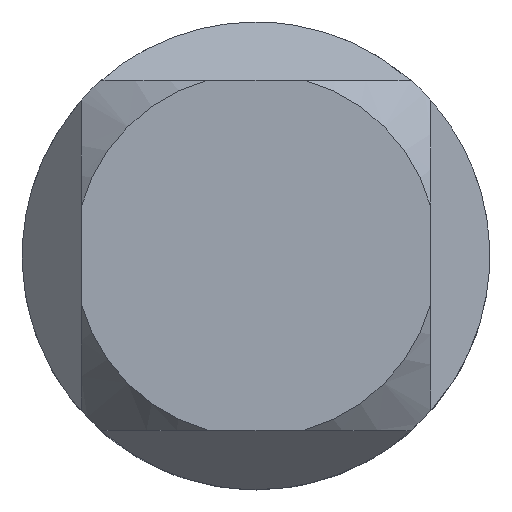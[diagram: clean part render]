
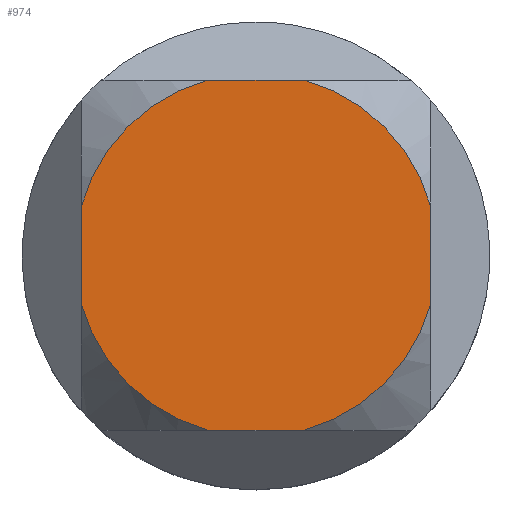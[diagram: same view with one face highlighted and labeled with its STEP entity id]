
A CAD part, top view. The second image highlights one B-rep face of the part: STEP entity #974.
In plain terms, the highlighted planar face has unit normal (0, 0, 1).
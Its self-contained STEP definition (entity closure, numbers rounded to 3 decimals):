
#3 = VERTEX_POINT ( 'NONE', #333 ) ;
#5 = CIRCLE ( 'NONE', #1346, 5.543 ) ;
#18 = FACE_OUTER_BOUND ( 'NONE', #74, .T. ) ;
#23 = DIRECTION ( 'NONE',  ( 0., 0., 1. ) ) ;
#35 = VERTEX_POINT ( 'NONE', #59 ) ;
#59 = CARTESIAN_POINT ( 'NONE',  ( -5.345, 1.466, 19. ) ) ;
#74 = EDGE_LOOP ( 'NONE', ( #247, #726, #1166, #843, #1140, #1232, #918, #279 ) ) ;
#77 = DIRECTION ( 'NONE',  ( 0., 0., 1. ) ) ;
#78 = VECTOR ( 'NONE', #712, 1000. ) ;
#81 = CARTESIAN_POINT ( 'NONE',  ( 0., 0., 19. ) ) ;
#119 = CARTESIAN_POINT ( 'NONE',  ( -1.466, 5.345, 19. ) ) ;
#155 = DIRECTION ( 'NONE',  ( 1., 0., 0. ) ) ;
#175 = VERTEX_POINT ( 'NONE', #1011 ) ;
#194 = DIRECTION ( 'NONE',  ( 0., -1., 0. ) ) ;
#201 = EDGE_CURVE ( 'NONE', #343, #3, #925, .T. ) ;
#205 = LINE ( 'NONE', #1316, #1275 ) ;
#212 = AXIS2_PLACEMENT_3D ( 'NONE', #299, #1028, #416 ) ;
#221 = EDGE_CURVE ( 'NONE', #35, #343, #1223, .T. ) ;
#233 = CARTESIAN_POINT ( 'NONE',  ( 5.345, 0., 19. ) ) ;
#247 = ORIENTED_EDGE ( 'NONE', *, *, #1073, .T. ) ;
#249 = CARTESIAN_POINT ( 'NONE',  ( -5.345, 0., 19. ) ) ;
#272 = EDGE_CURVE ( 'NONE', #1205, #175, #939, .T. ) ;
#279 = ORIENTED_EDGE ( 'NONE', *, *, #511, .T. ) ;
#288 = AXIS2_PLACEMENT_3D ( 'NONE', #81, #829, #194 ) ;
#295 = CIRCLE ( 'NONE', #212, 5.543 ) ;
#298 = AXIS2_PLACEMENT_3D ( 'NONE', #342, #23, #349 ) ;
#299 = CARTESIAN_POINT ( 'NONE',  ( 0., 0., 19. ) ) ;
#333 = CARTESIAN_POINT ( 'NONE',  ( -1.466, -5.345, 19. ) ) ;
#342 = CARTESIAN_POINT ( 'NONE',  ( 0., 0., 19. ) ) ;
#343 = VERTEX_POINT ( 'NONE', #556 ) ;
#346 = VECTOR ( 'NONE', #914, 1000. ) ;
#349 = DIRECTION ( 'NONE',  ( 0., -1., 0. ) ) ;
#403 = CARTESIAN_POINT ( 'NONE',  ( 0., 0., 19. ) ) ;
#416 = DIRECTION ( 'NONE',  ( 0., -1., 0. ) ) ;
#469 = VERTEX_POINT ( 'NONE', #1007 ) ;
#502 = DIRECTION ( 'NONE',  ( 0., -1., 0. ) ) ;
#511 = EDGE_CURVE ( 'NONE', #469, #547, #1134, .T. ) ;
#547 = VERTEX_POINT ( 'NONE', #119 ) ;
#556 = CARTESIAN_POINT ( 'NONE',  ( -5.345, -1.466, 19. ) ) ;
#570 = EDGE_CURVE ( 'NONE', #3, #822, #205, .T. ) ;
#606 = PLANE ( 'NONE',  #608 ) ;
#608 = AXIS2_PLACEMENT_3D ( 'NONE', #403, #1115, #502 ) ;
#673 = VECTOR ( 'NONE', #977, 1000. ) ;
#712 = DIRECTION ( 'NONE',  ( 0., -1., 0. ) ) ;
#726 = ORIENTED_EDGE ( 'NONE', *, *, #221, .T. ) ;
#733 = CARTESIAN_POINT ( 'NONE',  ( 0., 0., 19. ) ) ;
#822 = VERTEX_POINT ( 'NONE', #883 ) ;
#824 = DIRECTION ( 'NONE',  ( 0., -1., 0. ) ) ;
#829 = DIRECTION ( 'NONE',  ( 0., 0., 1. ) ) ;
#843 = ORIENTED_EDGE ( 'NONE', *, *, #570, .T. ) ;
#883 = CARTESIAN_POINT ( 'NONE',  ( 1.466, -5.345, 19. ) ) ;
#914 = DIRECTION ( 'NONE',  ( -1., 0., 0. ) ) ;
#918 = ORIENTED_EDGE ( 'NONE', *, *, #1008, .T. ) ;
#925 = CIRCLE ( 'NONE', #298, 5.543 ) ;
#939 = LINE ( 'NONE', #233, #673 ) ;
#974 = ADVANCED_FACE ( 'NONE', ( #18 ), #606, .T. ) ;
#977 = DIRECTION ( 'NONE',  ( 0., 1., 0. ) ) ;
#1007 = CARTESIAN_POINT ( 'NONE',  ( 1.466, 5.345, 19. ) ) ;
#1008 = EDGE_CURVE ( 'NONE', #175, #469, #5, .T. ) ;
#1011 = CARTESIAN_POINT ( 'NONE',  ( 5.345, 1.466, 19. ) ) ;
#1017 = CARTESIAN_POINT ( 'NONE',  ( 0., 5.345, 19. ) ) ;
#1028 = DIRECTION ( 'NONE',  ( 0., 0., 1. ) ) ;
#1035 = EDGE_CURVE ( 'NONE', #822, #1205, #295, .T. ) ;
#1073 = EDGE_CURVE ( 'NONE', #547, #35, #1327, .T. ) ;
#1115 = DIRECTION ( 'NONE',  ( 0., 0., 1. ) ) ;
#1134 = LINE ( 'NONE', #1017, #346 ) ;
#1140 = ORIENTED_EDGE ( 'NONE', *, *, #1035, .T. ) ;
#1166 = ORIENTED_EDGE ( 'NONE', *, *, #201, .T. ) ;
#1205 = VERTEX_POINT ( 'NONE', #1243 ) ;
#1223 = LINE ( 'NONE', #249, #78 ) ;
#1232 = ORIENTED_EDGE ( 'NONE', *, *, #272, .T. ) ;
#1243 = CARTESIAN_POINT ( 'NONE',  ( 5.345, -1.466, 19. ) ) ;
#1275 = VECTOR ( 'NONE', #155, 1000. ) ;
#1316 = CARTESIAN_POINT ( 'NONE',  ( 0., -5.345, 19. ) ) ;
#1327 = CIRCLE ( 'NONE', #288, 5.543 ) ;
#1346 = AXIS2_PLACEMENT_3D ( 'NONE', #733, #77, #824 ) ;
